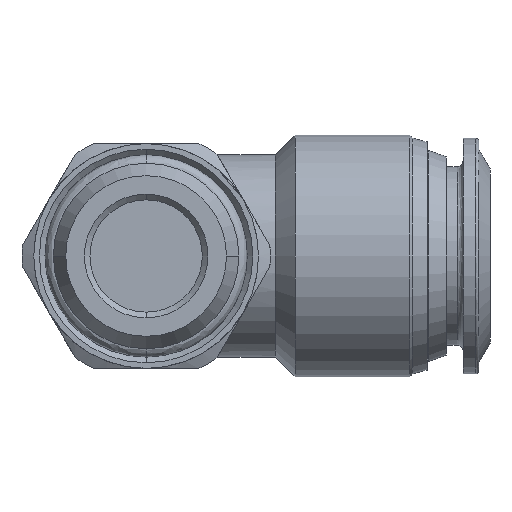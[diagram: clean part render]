
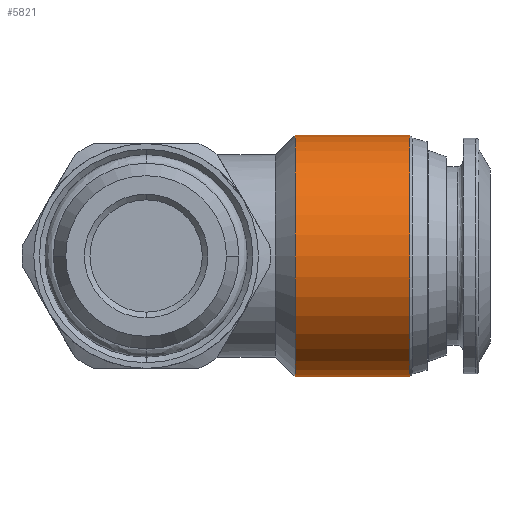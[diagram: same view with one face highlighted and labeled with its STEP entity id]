
A CAD part, front view. The second image highlights one B-rep face of the part: STEP entity #5821.
In plain terms, the highlighted cylindrical face has radius 10.75 mm (diameter 21.5 mm), a partial arc.
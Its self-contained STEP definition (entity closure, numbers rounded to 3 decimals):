
#20 = EDGE_LOOP ( 'NONE', ( #429, #1275, #5843, #3712 ) ) ;
#118 = DIRECTION ( 'NONE',  ( -1., 0., 0. ) ) ;
#429 = ORIENTED_EDGE ( 'NONE', *, *, #2387, .F. ) ;
#576 = CARTESIAN_POINT ( 'NONE',  ( 23.448, 0., 10.75 ) ) ;
#613 = DIRECTION ( 'NONE',  ( 0., 0., 1. ) ) ;
#887 = CARTESIAN_POINT ( 'NONE',  ( 13.25, 0., -10.75 ) ) ;
#998 = CARTESIAN_POINT ( 'NONE',  ( 23.448, 0., 0. ) ) ;
#1012 = CARTESIAN_POINT ( 'NONE',  ( 23.448, 0., 0. ) ) ;
#1041 = DIRECTION ( 'NONE',  ( 1., 0., 0. ) ) ;
#1063 = VERTEX_POINT ( 'NONE', #1655 ) ;
#1275 = ORIENTED_EDGE ( 'NONE', *, *, #3705, .F. ) ;
#1391 = EDGE_CURVE ( 'NONE', #5793, #5936, #6025, .T. ) ;
#1640 = CIRCLE ( 'NONE', #1916, 10.75 ) ;
#1655 = CARTESIAN_POINT ( 'NONE',  ( 23.448, 0., -10.75 ) ) ;
#1753 = DIRECTION ( 'NONE',  ( -1., 0., 0. ) ) ;
#1916 = AXIS2_PLACEMENT_3D ( 'NONE', #1012, #4993, #1956 ) ;
#1956 = DIRECTION ( 'NONE',  ( 0., 0., 1. ) ) ;
#2105 = VECTOR ( 'NONE', #1753, 1000. ) ;
#2171 = FACE_OUTER_BOUND ( 'NONE', #20, .T. ) ;
#2387 = EDGE_CURVE ( 'NONE', #1063, #5936, #3199, .T. ) ;
#2658 = CARTESIAN_POINT ( 'NONE',  ( 23.448, 0., -10.75 ) ) ;
#2820 = LINE ( 'NONE', #576, #4404 ) ;
#3199 = LINE ( 'NONE', #2658, #2105 ) ;
#3377 = AXIS2_PLACEMENT_3D ( 'NONE', #4002, #1041, #5210 ) ;
#3705 = EDGE_CURVE ( 'NONE', #4594, #1063, #1640, .T. ) ;
#3712 = ORIENTED_EDGE ( 'NONE', *, *, #1391, .T. ) ;
#4002 = CARTESIAN_POINT ( 'NONE',  ( 13.25, 0., 0. ) ) ;
#4099 = CARTESIAN_POINT ( 'NONE',  ( 23.448, 0., 10.75 ) ) ;
#4157 = DIRECTION ( 'NONE',  ( -1., 0., 0. ) ) ;
#4212 = EDGE_CURVE ( 'NONE', #4594, #5793, #2820, .T. ) ;
#4393 = CYLINDRICAL_SURFACE ( 'NONE', #4657, 10.75 ) ;
#4404 = VECTOR ( 'NONE', #4157, 1000. ) ;
#4594 = VERTEX_POINT ( 'NONE', #4099 ) ;
#4657 = AXIS2_PLACEMENT_3D ( 'NONE', #998, #118, #613 ) ;
#4993 = DIRECTION ( 'NONE',  ( 1., 0., 0. ) ) ;
#5053 = CARTESIAN_POINT ( 'NONE',  ( 13.25, 0., 10.75 ) ) ;
#5210 = DIRECTION ( 'NONE',  ( 0., 0., -1. ) ) ;
#5793 = VERTEX_POINT ( 'NONE', #5053 ) ;
#5821 = ADVANCED_FACE ( 'NONE', ( #2171 ), #4393, .T. ) ;
#5843 = ORIENTED_EDGE ( 'NONE', *, *, #4212, .T. ) ;
#5936 = VERTEX_POINT ( 'NONE', #887 ) ;
#6025 = CIRCLE ( 'NONE', #3377, 10.75 ) ;
